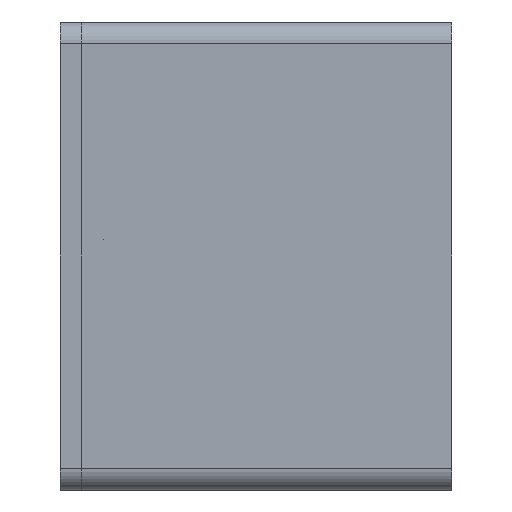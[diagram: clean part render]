
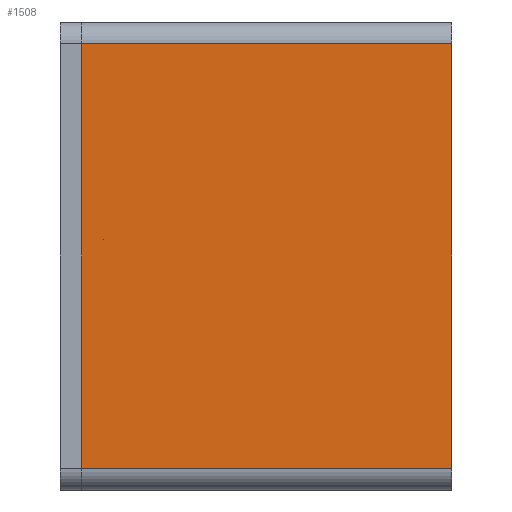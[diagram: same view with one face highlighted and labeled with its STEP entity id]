
A CAD part, left-side view. The second image highlights one B-rep face of the part: STEP entity #1508.
In plain terms, the highlighted planar face has unit normal (-1, 0, 0).
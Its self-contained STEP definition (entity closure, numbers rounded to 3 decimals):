
#126=FACE_OUTER_BOUND('',#219,.T.);
#219=EDGE_LOOP('',(#1171,#1172,#1173,#1174));
#326=LINE('',#2441,#462);
#330=LINE('',#2452,#466);
#331=LINE('',#2455,#467);
#332=LINE('',#2456,#468);
#462=VECTOR('',#1969,10.);
#466=VECTOR('',#1981,10.);
#467=VECTOR('',#1984,10.);
#468=VECTOR('',#1985,10.);
#693=VERTEX_POINT('',#2438);
#694=VERTEX_POINT('',#2440);
#697=VERTEX_POINT('',#2450);
#698=VERTEX_POINT('',#2454);
#869=EDGE_CURVE('',#693,#694,#326,.T.);
#875=EDGE_CURVE('',#697,#694,#330,.T.);
#876=EDGE_CURVE('',#698,#697,#331,.T.);
#877=EDGE_CURVE('',#698,#693,#332,.T.);
#1171=ORIENTED_EDGE('',*,*,#876,.T.);
#1172=ORIENTED_EDGE('',*,*,#875,.T.);
#1173=ORIENTED_EDGE('',*,*,#869,.F.);
#1174=ORIENTED_EDGE('',*,*,#877,.F.);
#1444=PLANE('',#1674);
#1508=ADVANCED_FACE('',(#126),#1444,.T.);
#1674=AXIS2_PLACEMENT_3D('',#2453,#1982,#1983);
#1969=DIRECTION('',(0.,0.,1.));
#1981=DIRECTION('',(0.,1.,0.));
#1982=DIRECTION('center_axis',(-1.,0.,0.));
#1983=DIRECTION('ref_axis',(0.,0.,1.));
#1984=DIRECTION('',(0.,0.,1.));
#1985=DIRECTION('',(0.,1.,0.));
#2438=CARTESIAN_POINT('',(0.,34.,-41.));
#2440=CARTESIAN_POINT('',(0.,34.,-2.));
#2441=CARTESIAN_POINT('',(0.,34.,-41.));
#2450=CARTESIAN_POINT('',(0.,0.,-2.));
#2452=CARTESIAN_POINT('',(0.,0.,-2.));
#2453=CARTESIAN_POINT('Origin',(0.,0.,-41.));
#2454=CARTESIAN_POINT('',(0.,0.,-41.));
#2455=CARTESIAN_POINT('',(0.,0.,-41.));
#2456=CARTESIAN_POINT('',(0.,0.,-41.));
